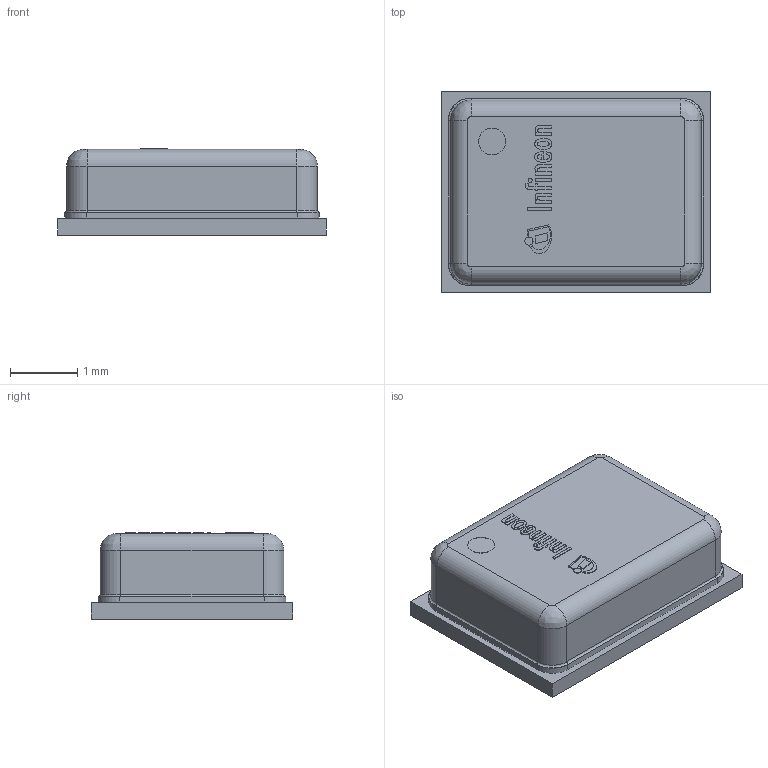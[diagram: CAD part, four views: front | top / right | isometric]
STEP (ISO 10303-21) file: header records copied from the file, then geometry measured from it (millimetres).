
FILE_DESCRIPTION(/* description */ (''),/* implementation_level */ '2;1');
FILE_NAME(/* name */ 'PG-LLGA-5-2_Z8B00190520_V03_3D.stp',/* time_stamp */ '2020-11-30T23:59:52+05:00',/* author */ ('janartha'),/* organization */ (''),/* preprocessor_version */ 'ST-DEVELOPER v16.13',/* originating_system */ 'AutoCAD Mechanical',/* authorisation */ '');
FILE_SCHEMA (('AUTOMOTIVE_DESIGN { 1 0 10303 214 3 1 1 }'));
Length unit declared in the file: millimetre
Products named in the file (1): Product
Bounding box: 4 x 3 x 1.29 mm (x, y, z)
Volume: 13.4 mm3; surface area: 67.6 mm2
Topology: 20 solids, 20 shells, 210 faces, 468 edges, 305 vertices
Faces by surface type: plane 160, cylinder 26, bspline 20, torus 4
Full cylindrical faces by diameter (mm): 0.06 x1, 0.122 x1, 0.4 x2, 0.6 x1, 1.2 x2, 2 x2
Entity records: 5987 total; most frequent: CARTESIAN_POINT 1429, ORIENTED_EDGE 912, DIRECTION 866, EDGE_CURVE 456, LINE 364, VECTOR 364, VERTEX_POINT 302, AXIS2_PLACEMENT_3D 251
